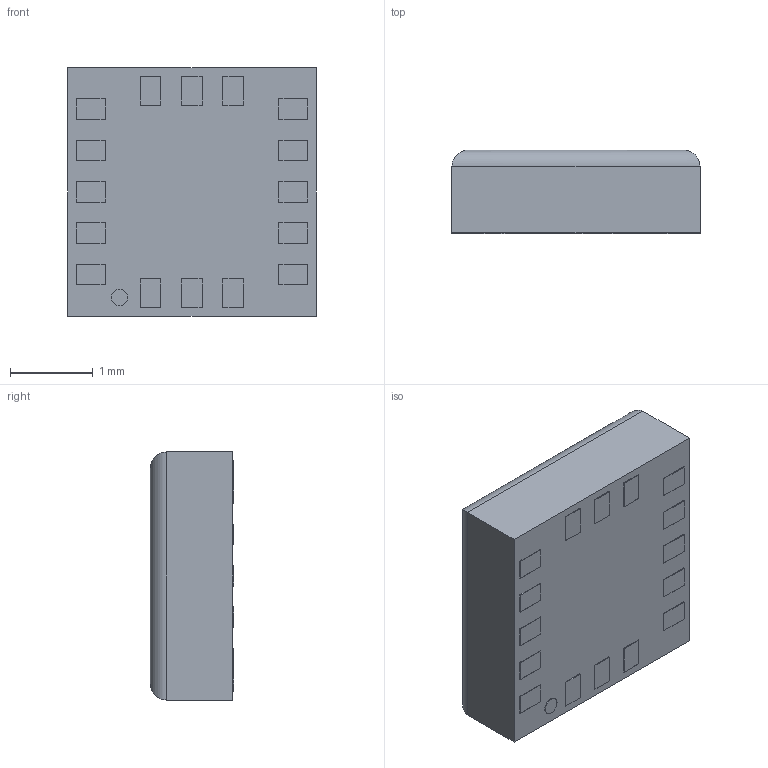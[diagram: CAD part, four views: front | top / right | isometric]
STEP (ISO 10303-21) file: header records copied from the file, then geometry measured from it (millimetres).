
FILE_DESCRIPTION (( 'STEP AP214' ), '1' );
FILE_NAME ('LGA,16Pin.step', '2020-04-14T04:19:18', ( '' ), ( '' ), 'SwSTEP 2.0', 'SolidWorks 2020', '' );
FILE_SCHEMA (( 'AUTOMOTIVE_DESIGN' ));
Length unit declared in the file: millimetre
Products named in the file (1): LGA,16Pin
Bounding box: 3 x 1.01 x 3 mm (x, y, z)
Volume: 8.9 mm3; surface area: 29.2 mm2
Topology: 1 solids, 1 shells, 114 faces, 272 edges, 180 vertices
Faces by surface type: plane 104, cylinder 8, bspline 2
Entity records: 4552 total; most frequent: CARTESIAN_POINT 625, ORIENTED_EDGE 544, DIRECTION 498, EDGE_CURVE 272, VECTOR 256, LINE 256, VERTEX_POINT 180, EDGE_LOOP 134
